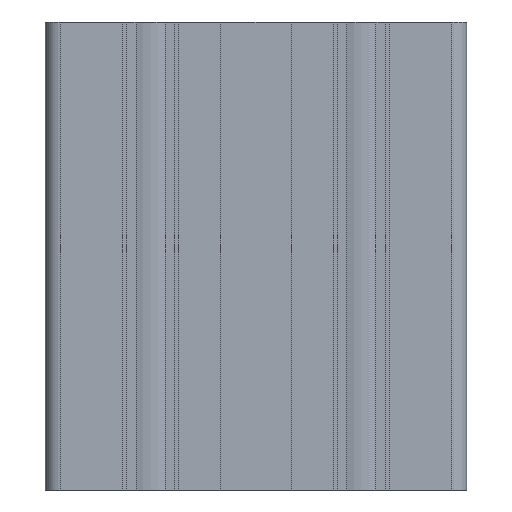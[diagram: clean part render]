
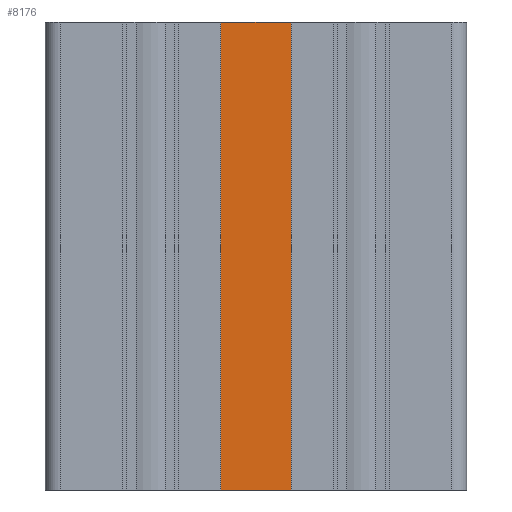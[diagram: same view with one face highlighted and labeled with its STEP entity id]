
A CAD part, front view. The second image highlights one B-rep face of the part: STEP entity #8176.
In plain terms, the highlighted planar face has unit normal (0, -1, 0).
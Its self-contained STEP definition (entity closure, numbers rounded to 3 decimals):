
#3359=CARTESIAN_POINT('',(-15.,-21.5,0.0));
#3360=VERTEX_POINT('',#3359);
#3367=CARTESIAN_POINT('',(-30.,-21.5,0.0));
#3368=VERTEX_POINT('',#3367);
#3369=CARTESIAN_POINT('',(-15.,-21.5,0.0));
#3370=DIRECTION('',(-1.0,0.0,0.0));
#3371=VECTOR('',#3370,15.);
#3372=LINE('',#3369,#3371);
#3373=EDGE_CURVE('',#3360,#3368,#3372,.T.);
#8134=CARTESIAN_POINT('',(-15.,-21.5,100.0));
#8135=VERTEX_POINT('',#8134);
#8142=CARTESIAN_POINT('',(-15.,-21.5,0.0));
#8143=DIRECTION('',(0.0,0.0,1.0));
#8144=VECTOR('',#8143,100.0);
#8145=LINE('',#8142,#8144);
#8146=EDGE_CURVE('',#3360,#8135,#8145,.T.);
#8153=CARTESIAN_POINT('',(-15.,-21.5,0.0));
#8154=DIRECTION('',(0.0,-1.0,0.0));
#8155=DIRECTION('',(0.0,0.0,-1.0));
#8156=AXIS2_PLACEMENT_3D('',#8153,#8154,#8155);
#8157=PLANE('',#8156);
#8158=CARTESIAN_POINT('',(-30.,-21.5,100.0));
#8159=VERTEX_POINT('',#8158);
#8160=CARTESIAN_POINT('',(-15.,-21.5,100.0));
#8161=DIRECTION('',(-1.0,0.0,0.0));
#8162=VECTOR('',#8161,15.);
#8163=LINE('',#8160,#8162);
#8164=EDGE_CURVE('',#8135,#8159,#8163,.T.);
#8165=ORIENTED_EDGE('',*,*,#8164,.T.);
#8166=CARTESIAN_POINT('',(-30.,-21.5,0.0));
#8167=DIRECTION('',(0.0,0.0,1.0));
#8168=VECTOR('',#8167,100.0);
#8169=LINE('',#8166,#8168);
#8170=EDGE_CURVE('',#3368,#8159,#8169,.T.);
#8171=ORIENTED_EDGE('',*,*,#8170,.F.);
#8172=ORIENTED_EDGE('',*,*,#3373,.F.);
#8173=ORIENTED_EDGE('',*,*,#8146,.T.);
#8174=EDGE_LOOP('',(#8165,#8171,#8172,#8173));
#8175=FACE_OUTER_BOUND('',#8174,.T.);
#8176=ADVANCED_FACE('',(#8175),#8157,.T.);
